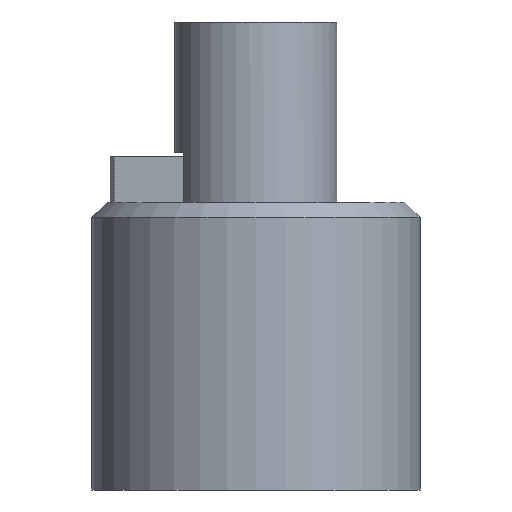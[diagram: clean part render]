
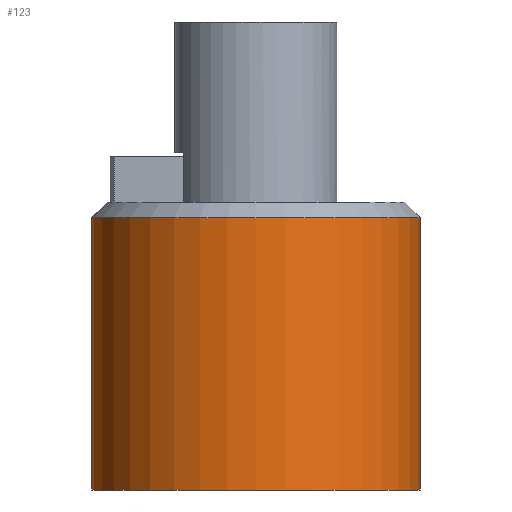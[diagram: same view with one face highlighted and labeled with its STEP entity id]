
A CAD part, front view. The second image highlights one B-rep face of the part: STEP entity #123.
In plain terms, the highlighted cylindrical face has radius 18.25 mm (diameter 36.5 mm), a full revolution.
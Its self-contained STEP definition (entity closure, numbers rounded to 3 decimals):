
#123=ADVANCED_FACE('',(#146,#147),#142,.T.);
#142=CYLINDRICAL_SURFACE('',#332,18.25);
#146=FACE_BOUND('',#156,.T.);
#147=FACE_BOUND('',#157,.T.);
#156=EDGE_LOOP('',(#180));
#157=EDGE_LOOP('',(#181));
#180=ORIENTED_EDGE('',*,*,#262,.F.);
#181=ORIENTED_EDGE('',*,*,#263,.F.);
#240=VERTEX_POINT('',#450);
#241=VERTEX_POINT('',#452);
#262=EDGE_CURVE('',#240,#240,#292,.T.);
#263=EDGE_CURVE('',#241,#241,#293,.T.);
#292=CIRCLE('',#330,18.25);
#293=CIRCLE('',#331,18.25);
#330=AXIS2_PLACEMENT_3D('',#449,#367,#368);
#331=AXIS2_PLACEMENT_3D('',#451,#369,#370);
#332=AXIS2_PLACEMENT_3D('',#453,#371,#372);
#367=DIRECTION('',(0.,0.,-1.));
#368=DIRECTION('',(0.,-1.,0.));
#369=DIRECTION('',(0.,0.,1.));
#370=DIRECTION('',(-1.,0.,0.));
#371=DIRECTION('',(0.,0.,-1.));
#372=DIRECTION('',(1.,0.,0.));
#449=CARTESIAN_POINT('',(0.,0.,-32.));
#450=CARTESIAN_POINT('',(0.,-18.25,-32.));
#451=CARTESIAN_POINT('',(0.,0.,-1.75));
#452=CARTESIAN_POINT('',(-18.25,0.,-1.75));
#453=CARTESIAN_POINT('',(0.,0.,-8.9));
